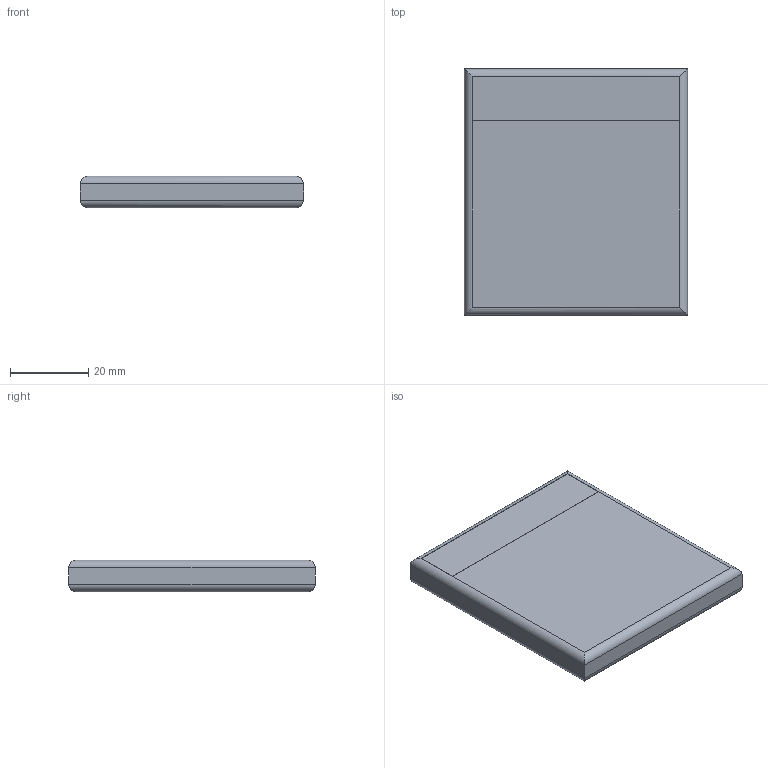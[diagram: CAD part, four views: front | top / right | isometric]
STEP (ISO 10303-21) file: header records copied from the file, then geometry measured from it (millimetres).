
FILE_DESCRIPTION (( 'STEP AP214' ), '1' );
FILE_NAME ('3000mah.STEP', '2022-06-24T11:30:37', ( '' ), ( '' ), 'SwSTEP 2.0', 'SolidWorks 2021', '' );
FILE_SCHEMA (( 'AUTOMOTIVE_DESIGN' ));
Length unit declared in the file: millimetre
Products named in the file (1): 3000mah
Bounding box: 57 x 63 x 8.1 mm (x, y, z)
Volume: 28559.8 mm3; surface area: 8747.5 mm2
Topology: 1 solids, 1 shells, 124 faces, 317 edges, 206 vertices
Faces by surface type: plane 60, bspline 56, cylinder 8
Entity records: 8437 total; most frequent: CARTESIAN_POINT 4648, ORIENTED_EDGE 634, DIRECTION 335, EDGE_CURVE 317, VERTEX_POINT 206, LINE 197, VECTOR 197, EDGE_LOOP 135
